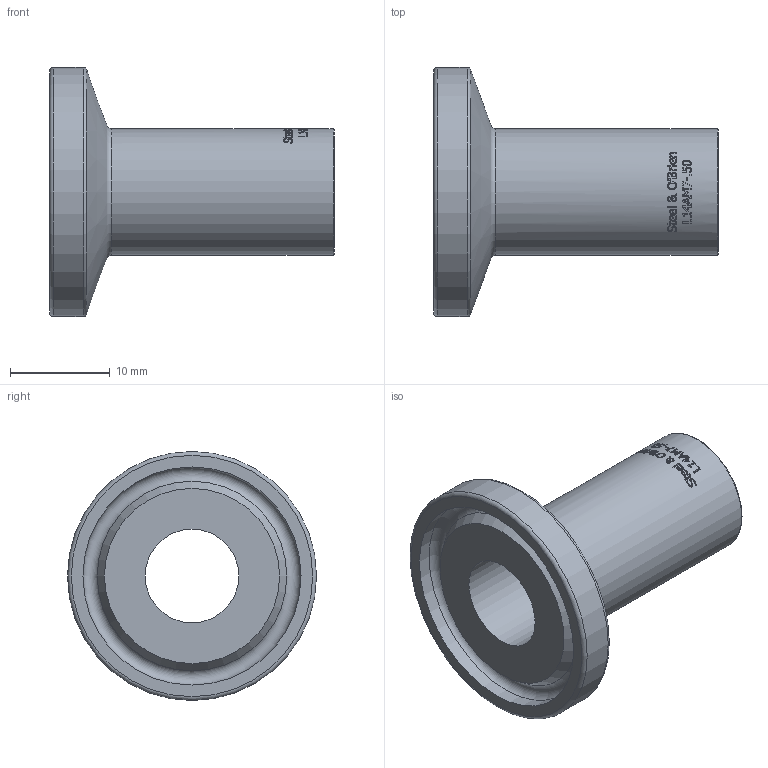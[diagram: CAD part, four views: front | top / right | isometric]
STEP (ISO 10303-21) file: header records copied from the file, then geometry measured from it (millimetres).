
FILE_DESCRIPTION(/* description */ (''),/* implementation_level */ '2;1');
FILE_NAME(/* name */ 'L14AM7-.50.stp',/* time_stamp */ '2019-01-08T13:15:50-05:00',/* author */ ('rick'),/* organization */ (''),/* preprocessor_version */ 'ST-DEVELOPER v15.2',/* originating_system */ 'Autodesk Inventor 2014',/* authorisation */ '');
FILE_SCHEMA (('AUTOMOTIVE_DESIGN { 1 0 10303 214 3 1 1 }'));
Length unit declared in the file: inch
Products named in the file (1): L14AM7-.50
Bounding box: 28.57 x 24.99 x 24.99 mm (x, y, z)
Volume: 2942 mm3; surface area: 3025.2 mm2
Topology: 1 solids, 1 shells, 351 faces, 930 edges, 617 vertices
Faces by surface type: plane 159, bspline 145, cylinder 39, torus 6, cone 2
Full cylindrical faces by diameter (mm): 9.398 x1, 12.7 x1, 21.895 x1, 24.994 x1
Entity records: 13522 total; most frequent: CARTESIAN_POINT 5590, ORIENTED_EDGE 1836, DIRECTION 1243, EDGE_CURVE 918, VERTEX_POINT 617, LINE 427, VECTOR 427, AXIS2_PLACEMENT_3D 408
